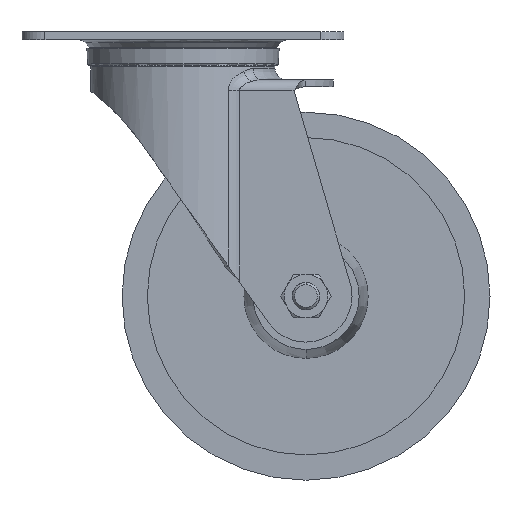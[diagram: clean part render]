
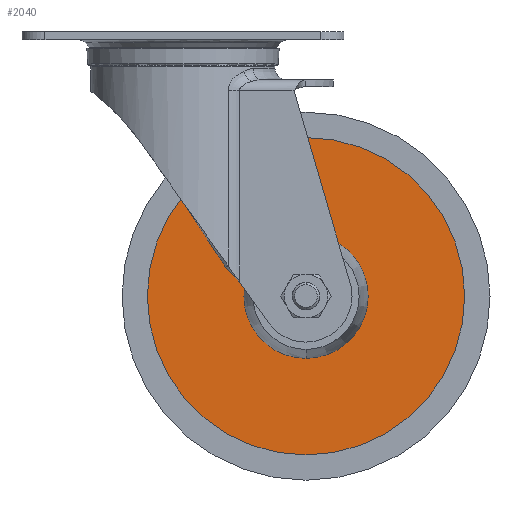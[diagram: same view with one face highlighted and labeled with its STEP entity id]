
A CAD part, front view. The second image highlights one B-rep face of the part: STEP entity #2040.
In plain terms, the highlighted planar face has unit normal (0, -1, 0).
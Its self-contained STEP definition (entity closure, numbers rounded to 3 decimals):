
#928 = VERTEX_POINT ( 'NONE', #7668 ) ;
#1075 = AXIS2_PLACEMENT_3D ( 'NONE', #12450, #12391, #8212 ) ;
#1785 = AXIS2_PLACEMENT_3D ( 'NONE', #14712, #2220, #16352 ) ;
#2040 = ADVANCED_FACE ( 'NONE', ( #17341, #17791 ), #10027, .F. ) ;
#2220 = DIRECTION ( 'NONE',  ( 0., -1., 0. ) ) ;
#2242 = DIRECTION ( 'NONE',  ( 0., -1., 0. ) ) ;
#2296 = ORIENTED_EDGE ( 'NONE', *, *, #17912, .F. ) ;
#4070 = CARTESIAN_POINT ( 'NONE',  ( 53.5, -5., -46. ) ) ;
#4482 = VERTEX_POINT ( 'NONE', #4521 ) ;
#4521 = CARTESIAN_POINT ( 'NONE',  ( 53.5, -5., -142. ) ) ;
#5199 = CIRCLE ( 'NONE', #6678, 69. ) ;
#5620 = ORIENTED_EDGE ( 'NONE', *, *, #14341, .F. ) ;
#6678 = AXIS2_PLACEMENT_3D ( 'NONE', #13704, #12373, #6915 ) ;
#6915 = DIRECTION ( 'NONE',  ( 0., 0., -1. ) ) ;
#7154 = AXIS2_PLACEMENT_3D ( 'NONE', #14611, #2242, #13397 ) ;
#7587 = CIRCLE ( 'NONE', #1785, 27. ) ;
#7668 = CARTESIAN_POINT ( 'NONE',  ( 53.5, -5., -88. ) ) ;
#7737 = AXIS2_PLACEMENT_3D ( 'NONE', #14616, #11536, #17007 ) ;
#8110 = ORIENTED_EDGE ( 'NONE', *, *, #9193, .F. ) ;
#8212 = DIRECTION ( 'NONE',  ( 0., 0., -1. ) ) ;
#9193 = EDGE_CURVE ( 'NONE', #11472, #12686, #12675, .T. ) ;
#9696 = CARTESIAN_POINT ( 'NONE',  ( 53.5, -5., -184. ) ) ;
#10027 = PLANE ( 'NONE',  #7737 ) ;
#10047 = EDGE_LOOP ( 'NONE', ( #5620, #8110 ) ) ;
#11472 = VERTEX_POINT ( 'NONE', #4070 ) ;
#11536 = DIRECTION ( 'NONE',  ( 0., 1., 0. ) ) ;
#12132 = EDGE_CURVE ( 'NONE', #928, #4482, #7587, .T. ) ;
#12373 = DIRECTION ( 'NONE',  ( 0., 1., 0. ) ) ;
#12391 = DIRECTION ( 'NONE',  ( 0., 1., 0. ) ) ;
#12450 = CARTESIAN_POINT ( 'NONE',  ( 53.5, -5., -115. ) ) ;
#12675 = CIRCLE ( 'NONE', #1075, 69. ) ;
#12686 = VERTEX_POINT ( 'NONE', #9696 ) ;
#13397 = DIRECTION ( 'NONE',  ( 0., 0., 1. ) ) ;
#13704 = CARTESIAN_POINT ( 'NONE',  ( 53.5, -5., -115. ) ) ;
#14341 = EDGE_CURVE ( 'NONE', #12686, #11472, #5199, .T. ) ;
#14583 = EDGE_LOOP ( 'NONE', ( #15910, #2296 ) ) ;
#14611 = CARTESIAN_POINT ( 'NONE',  ( 53.5, -5., -115. ) ) ;
#14616 = CARTESIAN_POINT ( 'NONE',  ( 53.5, -5., -115. ) ) ;
#14712 = CARTESIAN_POINT ( 'NONE',  ( 53.5, -5., -115. ) ) ;
#15910 = ORIENTED_EDGE ( 'NONE', *, *, #12132, .F. ) ;
#16352 = DIRECTION ( 'NONE',  ( 0., 0., 1. ) ) ;
#16440 = CIRCLE ( 'NONE', #7154, 27. ) ;
#17007 = DIRECTION ( 'NONE',  ( 0., 0., 1. ) ) ;
#17341 = FACE_OUTER_BOUND ( 'NONE', #10047, .T. ) ;
#17791 = FACE_BOUND ( 'NONE', #14583, .T. ) ;
#17912 = EDGE_CURVE ( 'NONE', #4482, #928, #16440, .T. ) ;
